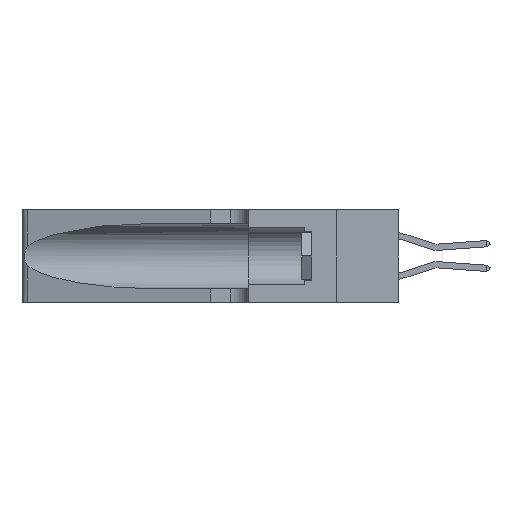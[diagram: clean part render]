
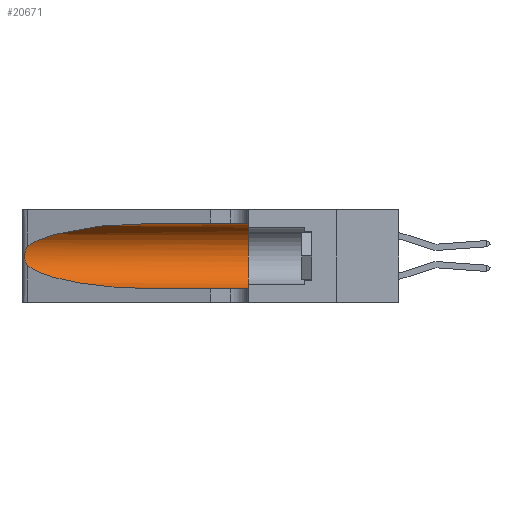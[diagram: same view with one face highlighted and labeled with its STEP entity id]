
A CAD part, left-side view. The second image highlights one B-rep face of the part: STEP entity #20671.
In plain terms, the highlighted cylindrical face has radius 3.308 mm (diameter 6.617 mm), a partial arc.
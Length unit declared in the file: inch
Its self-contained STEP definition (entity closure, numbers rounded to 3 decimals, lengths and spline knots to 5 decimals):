
#427 = AXIS2_PLACEMENT_3D ( 'NONE', #43210, #15558, #25938 ) ;
#1267 = CARTESIAN_POINT ( 'NONE',  ( 0.25487, 1.22718, 0.22369 ) ) ;
#2715 = ORIENTED_EDGE ( 'NONE', *, *, #15820, .T. ) ;
#4115 = CYLINDRICAL_SURFACE ( 'NONE', #16559, 0.13025 ) ;
#4142 = CARTESIAN_POINT ( 'NONE',  ( 0.26075, 1.23896, 0.19203 ) ) ;
#5606 = CARTESIAN_POINT ( 'NONE',  ( 0.1305, 0.72297, 0.05475 ) ) ;
#6555 = CARTESIAN_POINT ( 'NONE',  ( 0.1305, 0.35, 0.05475 ) ) ;
#6784 = CARTESIAN_POINT ( 'NONE',  ( 0.1305, 0.72297, 0.31525 ) ) ;
#7133 = CARTESIAN_POINT ( 'NONE',  ( 0.1305, 0.72297, 0.05475 ) ) ;
#8247 = CARTESIAN_POINT ( 'NONE',  ( 0.25856, 1.23593, 0.16098 ) ) ;
#9186 = LINE ( 'NONE', #26544, #15714 ) ;
#9392 = CARTESIAN_POINT ( 'NONE',  ( 0.2373, 1.15595, 0.08982 ) ) ;
#9586 = ORIENTED_EDGE ( 'NONE', *, *, #24203, .T. ) ;
#11737 = CARTESIAN_POINT ( 'NONE',  ( 0.25789, 1.23486, 0.15765 ) ) ;
#12065 = ORIENTED_EDGE ( 'NONE', *, *, #14156, .F. ) ;
#12486 = VERTEX_POINT ( 'NONE', #21536 ) ;
#14010 = ORIENTED_EDGE ( 'NONE', *, *, #18880, .T. ) ;
#14156 = EDGE_CURVE ( 'NONE', #15010, #42442, #20787, .T. ) ;
#14310 = CARTESIAN_POINT ( 'NONE',  ( 0.1305, 1.61858, 0.31525 ) ) ;
#15010 = VERTEX_POINT ( 'NONE', #23844 ) ;
#15058 = CARTESIAN_POINT ( 'NONE',  ( 0.25555, 1.22993, 0.14849 ) ) ;
#15456 = CARTESIAN_POINT ( 'NONE',  ( 0.1305, 0.72297, 0.31525 ) ) ;
#15558 = DIRECTION ( 'NONE',  ( 0., 1., 0. ) ) ;
#15714 = VECTOR ( 'NONE', #23005, 39.37008 ) ;
#15820 = EDGE_CURVE ( 'NONE', #12486, #28873, #36295, .T. ) ;
#16559 = AXIS2_PLACEMENT_3D ( 'NONE', #29527, #25739, #25888 ) ;
#17194 = ORIENTED_EDGE ( 'NONE', *, *, #39062, .F. ) ;
#18562 = VERTEX_POINT ( 'NONE', #15456 ) ;
#18880 = EDGE_CURVE ( 'NONE', #18562, #12486, #42388, .T. ) ;
#20671 = ADVANCED_FACE ( 'NONE', ( #22019 ), #4115, .F. ) ;
#20787 = CIRCLE ( 'NONE', #427, 0.13025 ) ;
#21536 = CARTESIAN_POINT ( 'NONE',  ( 0.25487, 1.22718, 0.22369 ) ) ;
#21743 = DIRECTION ( 'NONE',  ( 0., -1., 0. ) ) ;
#22019 = FACE_OUTER_BOUND ( 'NONE', #34925, .T. ) ;
#22449 = CARTESIAN_POINT ( 'NONE',  ( 0.25487, 1.22718, 0.14631 ) ) ;
#23005 = DIRECTION ( 'NONE',  ( 0., -1., 0. ) ) ;
#23844 = CARTESIAN_POINT ( 'NONE',  ( 0.1305, 0.35, 0.31525 ) ) ;
#24088 = CARTESIAN_POINT ( 'NONE',  ( 0.25487, 1.22718, 0.22369 ) ) ;
#24203 = EDGE_CURVE ( 'NONE', #31489, #42442, #9186, .T. ) ;
#25588 = CARTESIAN_POINT ( 'NONE',  ( 0.25555, 1.22994, 0.2215 ) ) ;
#25739 = DIRECTION ( 'NONE',  ( 0., -1., 0. ) ) ;
#25888 = DIRECTION ( 'NONE',  ( 0., 0., -1. ) ) ;
#25938 = DIRECTION ( 'NONE',  ( 0., 0., 1. ) ) ;
#26306 = VECTOR ( 'NONE', #21743, 39.37008 ) ;
#26544 = CARTESIAN_POINT ( 'NONE',  ( 0.1305, 1.61858, 0.05475 ) ) ;
#27678 =( BOUNDED_CURVE ( )  B_SPLINE_CURVE ( 3, ( #22449, #9392, #40673, #5606 ),
 .UNSPECIFIED., .F., .T. ) 
 B_SPLINE_CURVE_WITH_KNOTS ( ( 4, 4 ),
 ( 3.44316, 4.71239 ),
 .UNSPECIFIED. ) 
 CURVE ( )  GEOMETRIC_REPRESENTATION_ITEM ( )  RATIONAL_B_SPLINE_CURVE ( ( 1., 0.87, 0.87, 1. ) ) 
 REPRESENTATION_ITEM ( '' )  );
#28470 = CARTESIAN_POINT ( 'NONE',  ( 0.26017, 1.23833, 0.17102 ) ) ;
#28780 = CARTESIAN_POINT ( 'NONE',  ( 0.26018, 1.23835, 0.19895 ) ) ;
#28873 = VERTEX_POINT ( 'NONE', #30604 ) ;
#28936 = CARTESIAN_POINT ( 'NONE',  ( 0.25854, 1.2359, 0.20912 ) ) ;
#29527 = CARTESIAN_POINT ( 'NONE',  ( 0.1305, 1.61858, 0.185 ) ) ;
#30508 = CARTESIAN_POINT ( 'NONE',  ( 0.2373, 1.15595, 0.28018 ) ) ;
#30604 = CARTESIAN_POINT ( 'NONE',  ( 0.25487, 1.22718, 0.14631 ) ) ;
#30666 = CARTESIAN_POINT ( 'NONE',  ( 0.18966, 0.96281, 0.31525 ) ) ;
#31489 = VERTEX_POINT ( 'NONE', #7133 ) ;
#31741 = LINE ( 'NONE', #14310, #26306 ) ;
#32101 = CARTESIAN_POINT ( 'NONE',  ( 0.25787, 1.23484, 0.2124 ) ) ;
#32400 = CARTESIAN_POINT ( 'NONE',  ( 0.25639, 1.23184, 0.21858 ) ) ;
#34925 = EDGE_LOOP ( 'NONE', ( #14010, #2715, #40569, #9586, #12065, #17194 ) ) ;
#35914 = CARTESIAN_POINT ( 'NONE',  ( 0.26075, 1.23896, 0.178 ) ) ;
#36295 = B_SPLINE_CURVE_WITH_KNOTS ( 'NONE', 3,
 ( #1267, #25588, #32400, #32101, #28936, #28780, #4142, #35914, #28470, #8247, #11737, #39535, #15058, #42719 ),
 .UNSPECIFIED., .F., .F.,
 ( 4, 2, 2, 2, 2, 2, 4 ),
 ( 0., 0.00027, 0.00053, 0.00107, 0.0016, 0.00187, 0.00214 ),
 .UNSPECIFIED. ) ;
#39062 = EDGE_CURVE ( 'NONE', #18562, #15010, #31741, .T. ) ;
#39535 = CARTESIAN_POINT ( 'NONE',  ( 0.25639, 1.23186, 0.15144 ) ) ;
#40569 = ORIENTED_EDGE ( 'NONE', *, *, #42994, .T. ) ;
#40673 = CARTESIAN_POINT ( 'NONE',  ( 0.18966, 0.96281, 0.05475 ) ) ;
#42388 =( BOUNDED_CURVE ( )  B_SPLINE_CURVE ( 3, ( #6784, #30666, #30508, #24088 ),
 .UNSPECIFIED., .F., .T. ) 
 B_SPLINE_CURVE_WITH_KNOTS ( ( 4, 4 ),
 ( 1.5708, 2.84003 ),
 .UNSPECIFIED. ) 
 CURVE ( )  GEOMETRIC_REPRESENTATION_ITEM ( )  RATIONAL_B_SPLINE_CURVE ( ( 1., 0.87, 0.87, 1. ) ) 
 REPRESENTATION_ITEM ( '' )  );
#42442 = VERTEX_POINT ( 'NONE', #6555 ) ;
#42719 = CARTESIAN_POINT ( 'NONE',  ( 0.25487, 1.22718, 0.14631 ) ) ;
#42994 = EDGE_CURVE ( 'NONE', #28873, #31489, #27678, .T. ) ;
#43210 = CARTESIAN_POINT ( 'NONE',  ( 0.1305, 0.35, 0.185 ) ) ;
